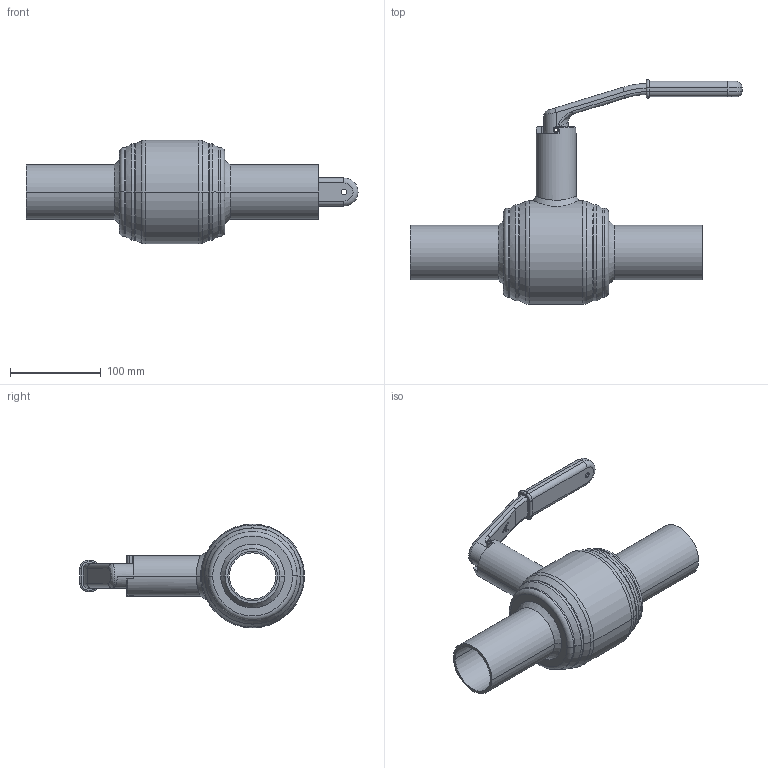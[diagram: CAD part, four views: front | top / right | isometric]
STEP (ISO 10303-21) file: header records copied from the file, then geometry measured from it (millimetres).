
FILE_DESCRIPTION((''),'2;1');
FILE_NAME('065N1125_ASM','2015-03-26T',('u317927'),('Danfoss'),'PRO/ENGINEER BY PARAMETRIC TECHNOLOGY CORPORATION, 2014000','PRO/ENGINEER BY PARAMETRIC TECHNOLOGY CORPORATION, 2014000','');
FILE_SCHEMA(('CONFIG_CONTROL_DESIGN'));
Length unit declared in the file: millimetre
Products named in the file (15): 20065009; 20065087; 20065088_ASM; 20065068-SV1; 20065068_ASM; 21065233; 21100028; 21065033_ASM; 50080022; 40050014; 40050125_ASM; 065N1125-PIPE; 065N1125-SV1; 065N1125-SV2; 065N1125_ASM
Assembly tree (18 placements, depth 3):
  065N1125_ASM
    20065068_ASM
      20065009
      20065087
      20065088_ASM
      20065068-SV1
    21065033_ASM
      21065233
      21100028
    50080022
    40050125_ASM  x2
      40050014
    065N1125-PIPE  x2
    065N1125-SV1  x2
    065N1125-SV2  x2
Bounding box: 365.73 x 247.8 x 114.3 mm (x, y, z)
Volume: 662566.8 mm3; surface area: 266069 mm2
Topology: 14 solids, 15 shells, 499 faces, 1216 edges, 760 vertices
Faces by surface type: plane 171, cylinder 126, extrusion 93, torus 68, cone 22, bspline 11, revolution 8
Entity records: 17276 total; most frequent: CARTESIAN_POINT 6148, ORIENTED_EDGE 2284, DIRECTION 2121, EDGE_CURVE 1144, AXIS2_PLACEMENT_3D 722, VERTEX_POINT 716, VECTOR 673, LINE 580
